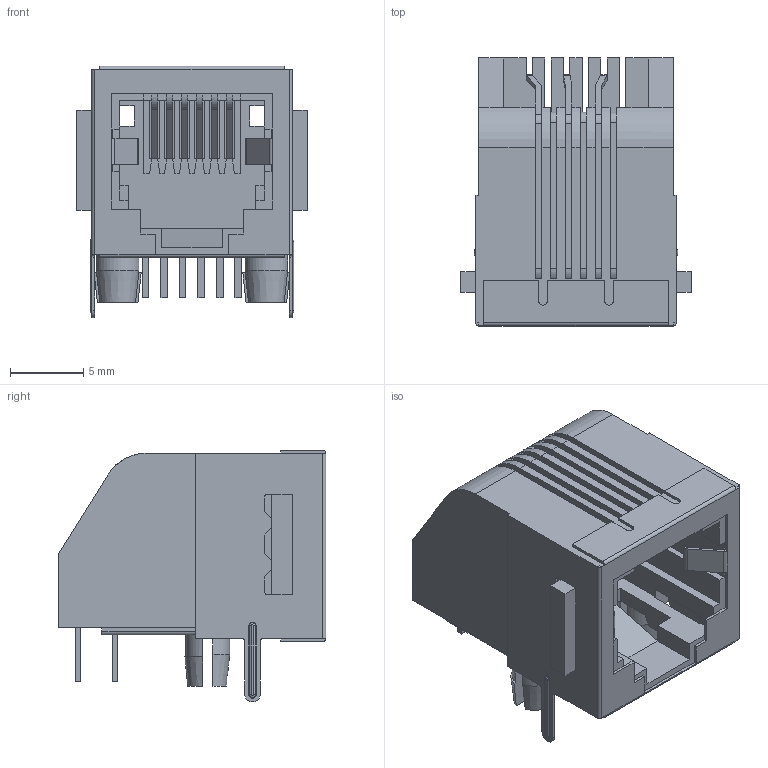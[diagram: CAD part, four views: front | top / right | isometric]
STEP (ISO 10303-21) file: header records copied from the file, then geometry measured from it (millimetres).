
FILE_DESCRIPTION(/* description */ ('Unknown'),/* implementation_level */ '2;1');
FILE_NAME(/* name */ 'J_Wurth_WR-MJ_615006143421',/* time_stamp */ '2025-06-30T14:44:24+08:00',/* author */ ('Unknown'),/* organization */ ('Unknown'),/* preprocessor_version */ 'ST-DEVELOPER v19.4',/* originating_system */ 'Solid Edge',/* authorisation */ 'Unknown');
FILE_SCHEMA (('AUTOMOTIVE_DESIGN {1 0 10303 214 3 1 1}'));
Length unit declared in the file: millimetre
Products named in the file (2): J_Wurth_WR-MJ_615006143421
Assembly tree (1 placements, depth 2):
  J_Wurth_WR-MJ_615006143421
    J_Wurth_WR-MJ_615006143421
Bounding box: 15.75 x 18.3 x 17.2 mm (x, y, z)
Volume: 1438.6 mm3; surface area: 2886.9 mm2
Topology: 1 solids, 1 shells, 606 faces, 1795 edges, 1150 vertices
Faces by surface type: plane 498, cylinder 82, cone 12, torus 8, bspline 6
Entity records: 24383 total; most frequent: CARTESIAN_POINT 3810, ORIENTED_EDGE 3586, DIRECTION 3169, EDGE_CURVE 1793, LINE 1537, VECTOR 1537, VERTEX_POINT 1150, AXIS2_PLACEMENT_3D 816
